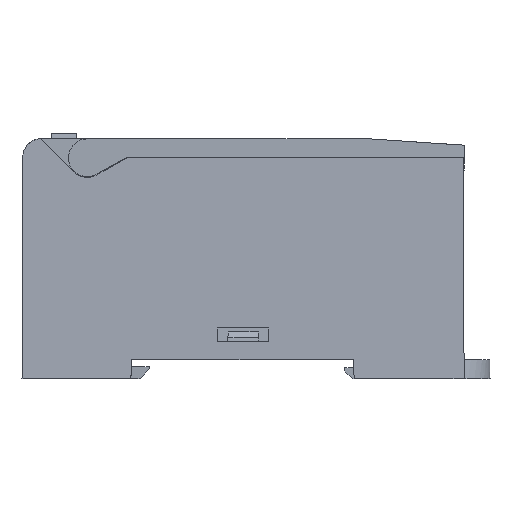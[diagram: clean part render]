
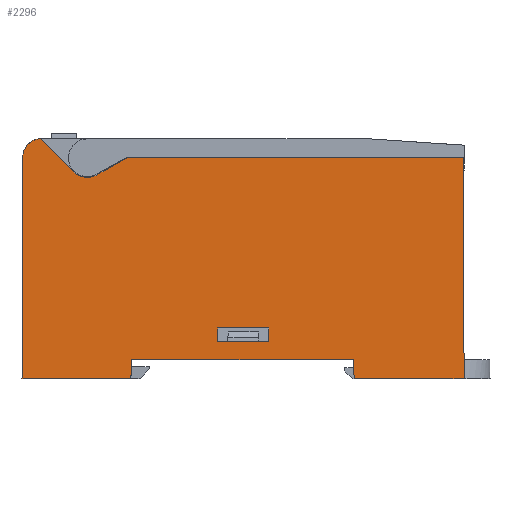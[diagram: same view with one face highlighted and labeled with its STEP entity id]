
A CAD part, left-side view. The second image highlights one B-rep face of the part: STEP entity #2296.
In plain terms, the highlighted planar face has unit normal (-1, 0, 0.004).
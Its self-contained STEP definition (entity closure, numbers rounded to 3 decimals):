
#684=ELLIPSE('',#31366,3.1,3.1);
#685=ELLIPSE('',#31392,3.,3.);
#2296=ADVANCED_FACE('',(#5791,#5792),#3916,.T.);
#3916=PLANE('',#31407);
#5791=FACE_BOUND('',#6153,.T.);
#5792=FACE_BOUND('',#6154,.T.);
#6153=EDGE_LOOP('',(#8562,#8563,#8564,#8565,#8566,#8567,#8568,#8569,#8570,
#8571,#8572,#8573,#8574));
#6154=EDGE_LOOP('',(#8575,#8576,#8577,#8578));
#8562=ORIENTED_EDGE('',*,*,#19984,.T.);
#8563=ORIENTED_EDGE('',*,*,#20320,.F.);
#8564=ORIENTED_EDGE('',*,*,#20249,.T.);
#8565=ORIENTED_EDGE('',*,*,#20072,.T.);
#8566=ORIENTED_EDGE('',*,*,#20321,.T.);
#8567=ORIENTED_EDGE('',*,*,#20301,.T.);
#8568=ORIENTED_EDGE('',*,*,#20227,.T.);
#8569=ORIENTED_EDGE('',*,*,#20225,.T.);
#8570=ORIENTED_EDGE('',*,*,#20223,.F.);
#8571=ORIENTED_EDGE('',*,*,#20293,.T.);
#8572=ORIENTED_EDGE('',*,*,#20192,.F.);
#8573=ORIENTED_EDGE('',*,*,#20322,.T.);
#8574=ORIENTED_EDGE('',*,*,#20323,.F.);
#8575=ORIENTED_EDGE('',*,*,#20097,.T.);
#8576=ORIENTED_EDGE('',*,*,#20235,.T.);
#8577=ORIENTED_EDGE('',*,*,#20237,.F.);
#8578=ORIENTED_EDGE('',*,*,#20232,.T.);
#17049=VERTEX_POINT('',#41991);
#17050=VERTEX_POINT('',#41993);
#17127=VERTEX_POINT('',#42169);
#17128=VERTEX_POINT('',#42171);
#17150=VERTEX_POINT('',#42219);
#17151=VERTEX_POINT('',#42221);
#17229=VERTEX_POINT('',#42407);
#17230=VERTEX_POINT('',#42409);
#17247=VERTEX_POINT('',#42464);
#17248=VERTEX_POINT('',#42466);
#17249=VERTEX_POINT('',#42470);
#17250=VERTEX_POINT('',#42474);
#17251=VERTEX_POINT('',#42479);
#17254=VERTEX_POINT('',#42487);
#17261=VERTEX_POINT('',#42511);
#17300=VERTEX_POINT('',#42612);
#17306=VERTEX_POINT('',#42650);
#19984=EDGE_CURVE('',#17050,#17049,#24437,.T.);
#20072=EDGE_CURVE('',#17128,#17127,#24523,.T.);
#20097=EDGE_CURVE('',#17151,#17150,#24545,.T.);
#20192=EDGE_CURVE('',#17229,#17230,#24638,.T.);
#20223=EDGE_CURVE('',#17247,#17248,#24668,.T.);
#20225=EDGE_CURVE('',#17249,#17248,#684,.T.);
#20227=EDGE_CURVE('',#17250,#17249,#24671,.T.);
#20232=EDGE_CURVE('',#17251,#17151,#24676,.T.);
#20235=EDGE_CURVE('',#17150,#17254,#24679,.T.);
#20237=EDGE_CURVE('',#17251,#17254,#24681,.T.);
#20249=EDGE_CURVE('',#17261,#17128,#24692,.T.);
#20293=EDGE_CURVE('',#17247,#17230,#685,.T.);
#20301=EDGE_CURVE('',#17300,#17250,#24731,.T.);
#20320=EDGE_CURVE('',#17261,#17049,#24750,.T.);
#20321=EDGE_CURVE('',#17127,#17300,#24751,.T.);
#20322=EDGE_CURVE('',#17229,#17306,#24752,.T.);
#20323=EDGE_CURVE('',#17050,#17306,#24753,.T.);
#24437=LINE('',#41992,#27969);
#24523=LINE('',#42170,#28055);
#24545=LINE('',#42220,#28077);
#24638=LINE('',#42408,#28170);
#24668=LINE('',#42465,#28200);
#24671=LINE('',#42473,#28203);
#24676=LINE('',#42482,#28208);
#24679=LINE('',#42488,#28211);
#24681=LINE('',#42491,#28213);
#24692=LINE('',#42510,#28224);
#24731=LINE('',#42611,#28263);
#24750=LINE('',#42647,#28282);
#24751=LINE('',#42648,#28283);
#24752=LINE('',#42649,#28284);
#24753=LINE('',#42651,#28285);
#27969=VECTOR('',#33804,1.);
#28055=VECTOR('',#33918,1.);
#28077=VECTOR('',#33950,1.);
#28170=VECTOR('',#34075,1.);
#28200=VECTOR('',#34123,1.);
#28203=VECTOR('',#34132,1.);
#28208=VECTOR('',#34139,1.);
#28211=VECTOR('',#34144,1.);
#28213=VECTOR('',#34148,1.);
#28224=VECTOR('',#34163,1.);
#28263=VECTOR('',#34248,1.);
#28282=VECTOR('',#34289,1.);
#28283=VECTOR('',#34290,1.);
#28284=VECTOR('',#34291,1.);
#28285=VECTOR('',#34292,1.);
#31366=AXIS2_PLACEMENT_3D('',#42469,#34127,#34128);
#31392=AXIS2_PLACEMENT_3D('',#42597,#34233,#34234);
#31407=AXIS2_PLACEMENT_3D('',#42652,#34293,#34294);
#33804=DIRECTION('',(0.,-1.,0.));
#33918=DIRECTION('',(0.003,0.003,1.));
#33950=DIRECTION('',(0.,1.,0.));
#34075=DIRECTION('',(0.003,-0.003,1.));
#34123=DIRECTION('',(-0.002,-0.711,-0.703));
#34127=DIRECTION('',(1.,0.,-0.003));
#34128=DIRECTION('',(-0.003,0.,-1.));
#34132=DIRECTION('',(-0.002,0.874,-0.487));
#34139=DIRECTION('',(-0.003,0.,-1.));
#34144=DIRECTION('',(0.003,0.,1.));
#34148=DIRECTION('',(0.,1.,0.));
#34163=DIRECTION('',(0.,-1.,0.));
#34233=DIRECTION('',(-1.,0.,0.003));
#34234=DIRECTION('',(-0.003,0.,-1.));
#34248=DIRECTION('',(-0.003,0.,-1.));
#34289=DIRECTION('',(0.003,0.052,0.999));
#34290=DIRECTION('',(0.,1.,0.));
#34291=DIRECTION('',(0.,-1.,0.));
#34292=DIRECTION('',(-0.003,0.052,-0.999));
#34293=DIRECTION('',(-1.,0.,0.003));
#34294=DIRECTION('',(-0.003,0.,-1.));
#41991=CARTESIAN_POINT('',(-144.99,-17.45,-16.));
#41992=CARTESIAN_POINT('',(-144.99,-0.01,-16.));
#41993=CARTESIAN_POINT('',(-144.99,17.6,-16.));
#42169=CARTESIAN_POINT('',(-144.878,-34.888,16.));
#42170=CARTESIAN_POINT('',(-145.,-35.01,-18.878));
#42171=CARTESIAN_POINT('',(-145.,-35.01,-19.));
#42219=CARTESIAN_POINT('',(-144.979,3.99,-13.1));
#42220=CARTESIAN_POINT('',(-144.979,-0.06,-13.1));
#42221=CARTESIAN_POINT('',(-144.979,-4.11,-13.1));
#42407=CARTESIAN_POINT('',(-145.,34.99,-19.));
#42408=CARTESIAN_POINT('',(-144.999,34.989,-18.843));
#42409=CARTESIAN_POINT('',(-144.878,34.867,16.01));
#42464=CARTESIAN_POINT('',(-144.867,32.121,18.989));
#42465=CARTESIAN_POINT('',(-144.886,26.811,13.738));
#42466=CARTESIAN_POINT('',(-144.886,26.828,13.754));
#42469=CARTESIAN_POINT('',(-144.878,24.64,15.95));
#42470=CARTESIAN_POINT('',(-144.887,22.816,13.443));
#42473=CARTESIAN_POINT('',(-144.88,19.194,15.462));
#42474=CARTESIAN_POINT('',(-144.878,18.23,15.999));
#42479=CARTESIAN_POINT('',(-144.972,-4.11,-11.));
#42482=CARTESIAN_POINT('',(-144.938,-4.11,-1.343));
#42487=CARTESIAN_POINT('',(-144.972,3.99,-11.));
#42488=CARTESIAN_POINT('',(-144.938,3.99,-1.343));
#42491=CARTESIAN_POINT('',(-144.972,-0.06,-11.));
#42510=CARTESIAN_POINT('',(-145.,-0.01,-19.));
#42511=CARTESIAN_POINT('',(-145.,-17.607,-19.));
#42597=CARTESIAN_POINT('',(-144.878,31.867,16.));
#42611=CARTESIAN_POINT('',(-144.889,18.23,12.854));
#42612=CARTESIAN_POINT('',(-144.878,18.23,16.));
#42647=CARTESIAN_POINT('',(-144.997,-17.559,-18.08));
#42648=CARTESIAN_POINT('',(-144.878,-0.01,16.));
#42649=CARTESIAN_POINT('',(-145.,-0.01,-19.));
#42650=CARTESIAN_POINT('',(-145.,17.757,-19.));
#42651=CARTESIAN_POINT('',(-144.997,17.709,-18.071));
#42652=CARTESIAN_POINT('',(-145.,-0.01,-19.));
